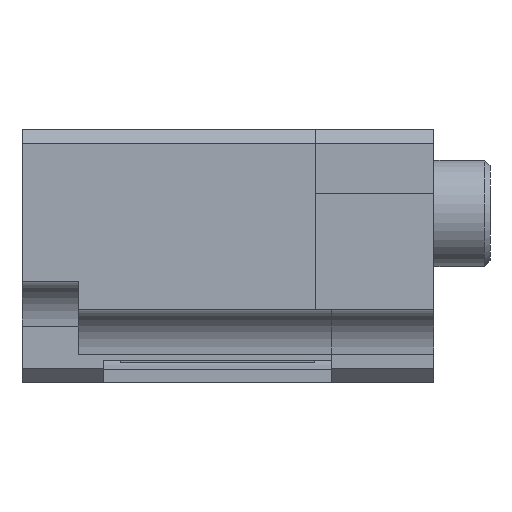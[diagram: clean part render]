
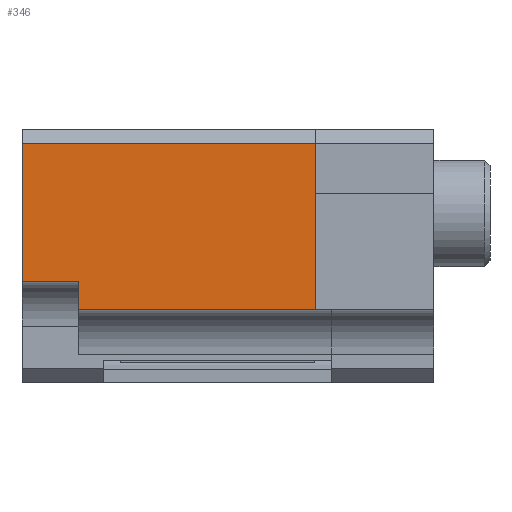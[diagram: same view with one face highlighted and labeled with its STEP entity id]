
A CAD part, left-side view. The second image highlights one B-rep face of the part: STEP entity #346.
In plain terms, the highlighted planar face has unit normal (-1, 0, 0).
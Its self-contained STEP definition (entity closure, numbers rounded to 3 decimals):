
#346=ADVANCED_FACE('',(#513),#441,.T.);
#441=PLANE('',#2164);
#513=FACE_OUTER_BOUND('',#619,.T.);
#619=EDGE_LOOP('',(#1038,#1039,#1040,#1041,#1042,#1043));
#1038=ORIENTED_EDGE('',*,*,#1567,.F.);
#1039=ORIENTED_EDGE('',*,*,#1596,.T.);
#1040=ORIENTED_EDGE('',*,*,#1578,.F.);
#1041=ORIENTED_EDGE('',*,*,#1597,.F.);
#1042=ORIENTED_EDGE('',*,*,#1598,.T.);
#1043=ORIENTED_EDGE('',*,*,#1599,.T.);
#1349=VERTEX_POINT('',#3077);
#1350=VERTEX_POINT('',#3079);
#1359=VERTEX_POINT('',#3099);
#1360=VERTEX_POINT('',#3101);
#1373=VERTEX_POINT('',#3136);
#1374=VERTEX_POINT('',#3138);
#1567=EDGE_CURVE('',#1349,#1350,#1792,.T.);
#1578=EDGE_CURVE('',#1359,#1360,#1801,.T.);
#1596=EDGE_CURVE('',#1349,#1360,#1819,.T.);
#1597=EDGE_CURVE('',#1373,#1359,#1820,.T.);
#1598=EDGE_CURVE('',#1373,#1374,#1821,.T.);
#1599=EDGE_CURVE('',#1374,#1350,#1822,.T.);
#1792=LINE('',#3078,#1995);
#1801=LINE('',#3100,#2004);
#1819=LINE('',#3134,#2022);
#1820=LINE('',#3135,#2023);
#1821=LINE('',#3137,#2024);
#1822=LINE('',#3139,#2025);
#1995=VECTOR('',#2515,1.);
#2004=VECTOR('',#2530,1.);
#2022=VECTOR('',#2554,1.);
#2023=VECTOR('',#2555,1.);
#2024=VECTOR('',#2556,1.);
#2025=VECTOR('',#2557,1.);
#2164=AXIS2_PLACEMENT_3D('',#3140,#2558,#2559);
#2515=DIRECTION('',(0.,0.,-1.));
#2530=DIRECTION('',(0.,0.,1.));
#2554=DIRECTION('',(0.,1.,0.));
#2555=DIRECTION('',(0.,1.,0.));
#2556=DIRECTION('',(0.,0.,-1.));
#2557=DIRECTION('',(0.,-1.,0.));
#2558=DIRECTION('',(-1.,0.,0.));
#2559=DIRECTION('',(0.,0.,1.));
#3077=CARTESIAN_POINT('',(0.,-7.575,5.95));
#3078=CARTESIAN_POINT('',(0.,-7.575,6.45));
#3079=CARTESIAN_POINT('',(0.,-7.575,0.));
#3099=CARTESIAN_POINT('',(0.,2.9,1.));
#3100=CARTESIAN_POINT('',(0.,2.9,0.));
#3101=CARTESIAN_POINT('',(0.,2.9,5.95));
#3134=CARTESIAN_POINT('',(0.,1.45,5.95));
#3135=CARTESIAN_POINT('',(0.,0.9,1.));
#3136=CARTESIAN_POINT('',(0.,0.9,1.));
#3137=CARTESIAN_POINT('',(0.,0.9,1.));
#3138=CARTESIAN_POINT('',(0.,0.9,0.));
#3139=CARTESIAN_POINT('',(0.,1.45,0.));
#3140=CARTESIAN_POINT('',(0.,1.45,0.));
